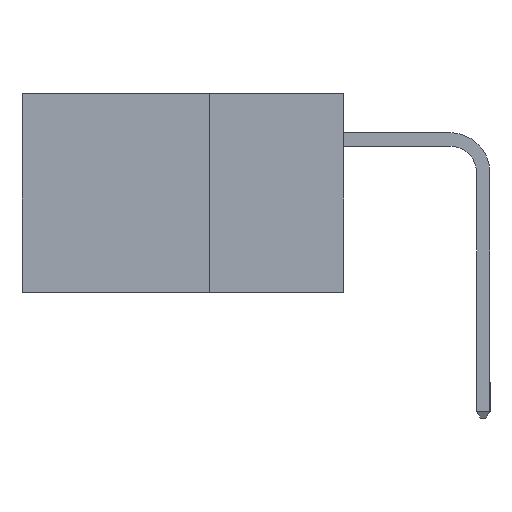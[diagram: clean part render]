
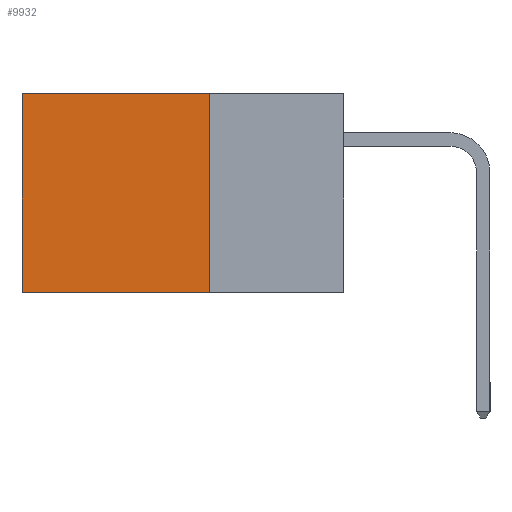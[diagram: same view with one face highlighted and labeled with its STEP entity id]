
A CAD part, left-side view. The second image highlights one B-rep face of the part: STEP entity #9932.
In plain terms, the highlighted planar face has unit normal (-1, 0, 0).
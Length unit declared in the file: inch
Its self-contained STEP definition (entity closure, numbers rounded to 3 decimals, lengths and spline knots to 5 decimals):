
#16 = DIRECTION ( 'NONE',  ( 1., 0., 0. ) ) ;
#882 = CARTESIAN_POINT ( 'NONE',  ( 0.298, 0.6, -0.37 ) ) ;
#892 = LINE ( 'NONE', #4262, #19575 ) ;
#1692 = PLANE ( 'NONE',  #13770 ) ;
#1853 = DIRECTION ( 'NONE',  ( 0., 1., 0. ) ) ;
#2270 = ORIENTED_EDGE ( 'NONE', *, *, #6559, .F. ) ;
#3352 = DIRECTION ( 'NONE',  ( 0., 0., -1. ) ) ;
#4262 = CARTESIAN_POINT ( 'NONE',  ( 0.298, 0.25, 0. ) ) ;
#5781 = CARTESIAN_POINT ( 'NONE',  ( 0.298, 0.25, 0. ) ) ;
#6559 = EDGE_CURVE ( 'NONE', #21592, #22509, #17156, .T. ) ;
#7686 = FACE_OUTER_BOUND ( 'NONE', #18046, .T. ) ;
#7925 = EDGE_CURVE ( 'NONE', #12621, #11211, #892, .T. ) ;
#8419 = ORIENTED_EDGE ( 'NONE', *, *, #15815, .T. ) ;
#9318 = CARTESIAN_POINT ( 'NONE',  ( 0.298, 0.25, 0. ) ) ;
#9820 = ORIENTED_EDGE ( 'NONE', *, *, #7925, .T. ) ;
#9932 = ADVANCED_FACE ( 'NONE', ( #7686 ), #1692, .F. ) ;
#10257 = CARTESIAN_POINT ( 'NONE',  ( 0.298, 0.6, 0. ) ) ;
#10262 = VECTOR ( 'NONE', #3352, 39.37008 ) ;
#10530 = CARTESIAN_POINT ( 'NONE',  ( 0.298, 0.25, -0.37 ) ) ;
#11052 = EDGE_CURVE ( 'NONE', #12621, #21592, #19806, .T. ) ;
#11211 = VERTEX_POINT ( 'NONE', #16739 ) ;
#11380 = ORIENTED_EDGE ( 'NONE', *, *, #11052, .F. ) ;
#12251 = DIRECTION ( 'NONE',  ( 0., 0., -1. ) ) ;
#12621 = VERTEX_POINT ( 'NONE', #5781 ) ;
#13770 = AXIS2_PLACEMENT_3D ( 'NONE', #21022, #16, #12251 ) ;
#14976 = LINE ( 'NONE', #10257, #10262 ) ;
#15815 = EDGE_CURVE ( 'NONE', #11211, #22509, #14976, .T. ) ;
#16219 = VECTOR ( 'NONE', #21658, 39.37008 ) ;
#16540 = DIRECTION ( 'NONE',  ( 0., 1., 0. ) ) ;
#16739 = CARTESIAN_POINT ( 'NONE',  ( 0.298, 0.6, 0. ) ) ;
#17156 = LINE ( 'NONE', #10530, #21276 ) ;
#17449 = CARTESIAN_POINT ( 'NONE',  ( 0.298, 0.25, -0.37 ) ) ;
#18046 = EDGE_LOOP ( 'NONE', ( #8419, #2270, #11380, #9820 ) ) ;
#19575 = VECTOR ( 'NONE', #16540, 39.37008 ) ;
#19806 = LINE ( 'NONE', #9318, #16219 ) ;
#21022 = CARTESIAN_POINT ( 'NONE',  ( 0.298, 0.25, 0. ) ) ;
#21276 = VECTOR ( 'NONE', #1853, 39.37008 ) ;
#21592 = VERTEX_POINT ( 'NONE', #17449 ) ;
#21658 = DIRECTION ( 'NONE',  ( 0., 0., -1. ) ) ;
#22509 = VERTEX_POINT ( 'NONE', #882 ) ;
